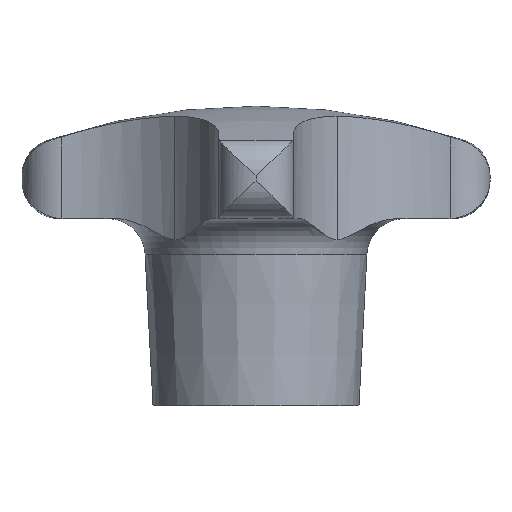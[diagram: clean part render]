
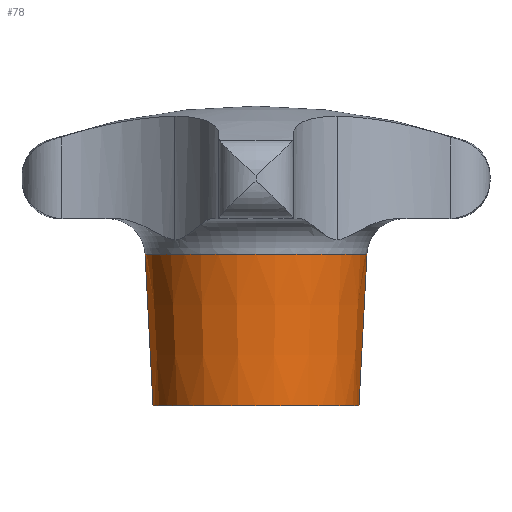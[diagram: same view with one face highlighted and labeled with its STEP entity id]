
A CAD part, front view. The second image highlights one B-rep face of the part: STEP entity #78.
In plain terms, the highlighted conical face has half-angle 3 degrees and reference radius 11.425 mm.
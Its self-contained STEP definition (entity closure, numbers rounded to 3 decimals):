
#78=ADVANCED_FACE('',(#190),#191,.T.);
#190=FACE_OUTER_BOUND('',#334,.T.);
#191=CONICAL_SURFACE('',#335,11.425,0.052);
#334=EDGE_LOOP('',(#500,#501,#502,#503));
#335=AXIS2_PLACEMENT_3D('',#504,#505,#506);
#500=ORIENTED_EDGE('',*,*,#901,.F.);
#501=ORIENTED_EDGE('',*,*,#902,.T.);
#502=ORIENTED_EDGE('',*,*,#903,.F.);
#503=ORIENTED_EDGE('',*,*,#904,.F.);
#504=CARTESIAN_POINT('',(0.,0.,8.105));
#505=DIRECTION('',(-0.0,-0.0,1.0));
#506=DIRECTION('',(1.0,0.,0.0));
#901=EDGE_CURVE('',#1083,#1084,#1085,.T.);
#902=EDGE_CURVE('',#1083,#1086,#1087,.T.);
#903=EDGE_CURVE('',#1088,#1086,#1089,.T.);
#904=EDGE_CURVE('',#1084,#1088,#1090,.T.);
#1083=VERTEX_POINT('',#1437);
#1084=VERTEX_POINT('',#1438);
#1085=LINE('',#1439,#1440);
#1086=VERTEX_POINT('',#1441);
#1087=CIRCLE('',#1442,11.849);
#1088=VERTEX_POINT('',#1443);
#1089=LINE('',#1444,#1445);
#1090=CIRCLE('',#1446,11.);
#1437=CARTESIAN_POINT('',(11.849,0.,16.209));
#1438=CARTESIAN_POINT('',(11.0,0.,0.));
#1439=CARTESIAN_POINT('',(11.425,0.,8.105));
#1440=VECTOR('',#2158,1.0);
#1441=CARTESIAN_POINT('',(-11.849,0.,16.209));
#1442=AXIS2_PLACEMENT_3D('',#2159,#2160,#2161);
#1443=CARTESIAN_POINT('',(-11.,0.,0.));
#1444=CARTESIAN_POINT('',(-11.425,0.,8.105));
#1445=VECTOR('',#2162,1.0);
#1446=AXIS2_PLACEMENT_3D('',#2163,#2164,#2165);
#2158=DIRECTION('',(-0.052,0.,-0.999));
#2159=CARTESIAN_POINT('',(0.,0.,16.209));
#2160=DIRECTION('',(0.0,0.0,-1.0));
#2161=DIRECTION('',(1.0,0.,0.0));
#2162=DIRECTION('',(-0.052,0.,0.999));
#2163=CARTESIAN_POINT('',(0.,0.,0.));
#2164=DIRECTION('',(0.0,0.0,-1.0));
#2165=DIRECTION('',(1.0,0.,0.0));
